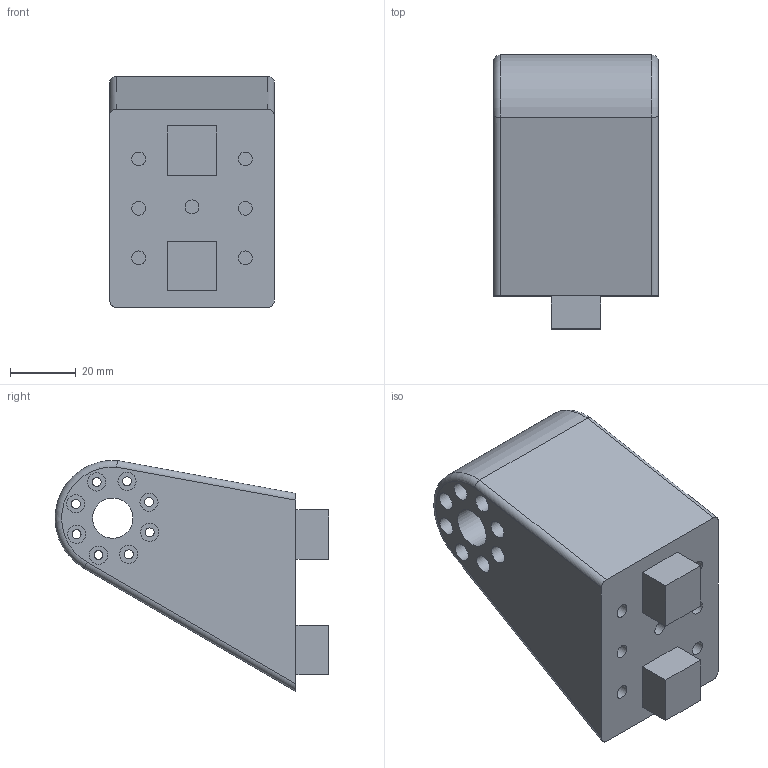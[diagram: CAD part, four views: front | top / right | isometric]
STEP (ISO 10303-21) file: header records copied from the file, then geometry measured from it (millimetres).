
FILE_DESCRIPTION(/* description */ (''),/* implementation_level */ '2;1');
FILE_NAME(/* name */ '',/* time_stamp */ '2025-05-07T23:00:02+03:00',/* author */ ('I9232'),/* organization */ (''),/* preprocessor_version */ 'ST-DEVELOPER v19.2',/* originating_system */ 'Autodesk Inventor 2023',/* authorisation */ '');
FILE_SCHEMA (('AUTOMOTIVE_DESIGN { 1 0 10303 214 3 1 1 }'));
Length unit declared in the file: millimetre
Products named in the file (1): Ушко петли крышки
Bounding box: 50 x 82.99 x 69.96 mm (x, y, z)
Volume: 148286.6 mm3; surface area: 28990.4 mm2
Topology: 1 solids, 1 shells, 61 faces, 135 edges, 105 vertices
Faces by surface type: plane 30, cylinder 29, torus 2
Full cylindrical faces by diameter (mm): 2.7 x8, 4.2 x7, 5.5 x8, 12.2 x1
Entity records: 1770 total; most frequent: CARTESIAN_POINT 311, DIRECTION 304, ORIENTED_EDGE 244, EDGE_CURVE 122, AXIS2_PLACEMENT_3D 121, EDGE_LOOP 96, VERTEX_POINT 80, LINE 62
